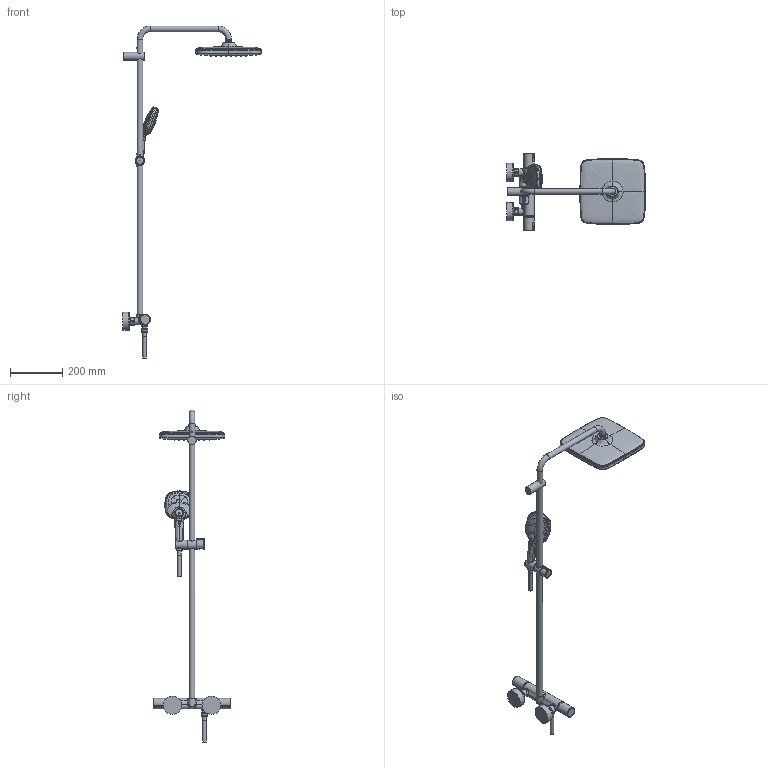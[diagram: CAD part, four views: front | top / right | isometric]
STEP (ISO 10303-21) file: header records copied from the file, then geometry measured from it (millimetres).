
FILE_DESCRIPTION(/* description */ ('Unknown'),/* implementation_level */ '2;1');
FILE_NAME(/* name */ '26696001',/* time_stamp */ '2023-04-25T05:33:02+02:00',/* author */ ('Unknown'),/* organization */ ('GROHE AG'),/* preprocessor_version */ 'ST-DEVELOPER v16.7',/* originating_system */ 'DEX',/* authorisation */ $);
FILE_SCHEMA (('AUTOMOTIVE_DESIGN {1 0 10303 214 3 1 1}'));
Length unit declared in the file: millimetre
Products named in the file (11): 26696001; 26696001_3; 26696001_4; _2; 081107 GTM1000C Handles Update02_2; A4285913_DIY_THM_Griff_Body_090831_2; A4298722_SOFTTOOL DIAL_NEW_POSITION_RADIUS_0,7_2; HEALED_BODY_2  _2; rail_sur_2; shell_2; shell#6_2
Assembly tree (10 placements, depth 2):
  26696001
    26696001_3
    26696001_4
    _2
    081107 GTM1000C Handles Update02_2
    A4285913_DIY_THM_Griff_Body_090831_2
    A4298722_SOFTTOOL DIAL_NEW_POSITION_RADIUS_0,7_2
    HEALED_BODY_2  _2
    rail_sur_2
    shell_2
    shell#6_2
Bounding box: 530.5 x 298.45 x 1272.67 mm (x, y, z)
Volume: 194565.4 mm3; surface area: 493279.6 mm2
Topology: 3 solids, 477 shells, 1774 faces, 5922 edges, 4498 vertices
Faces by surface type: bspline 849, cylinder 422, plane 338, torus 125, sphere 21, cone 19
Full cylindrical faces by diameter (mm): 2.187 x33, 2.8 x72, 3.7 x1, 3.797 x136, 4.1 x7, 4.65 x33, 4.917 x1, 13.8 x2, 14.7 x2, 18 x1, 18.3 x1, 20.9 x2, 20.955 x1, 22 x3, 22.9 x1, 23 x2, 26.44 x2, 27 x2, 31.3 x1, 33.4 x2, 36 x3, 40 x2, 70 x2
Entity records: 124516 total; most frequent: CARTESIAN_POINT 79148, ORIENTED_EDGE 7010, EDGE_CURVE 4968, DIRECTION 4407, VERTEX_POINT 4121, B_SPLINE_CURVE_WITH_KNOTS 3541, EDGE_LOOP 3109, FACE_BOUND 3109
